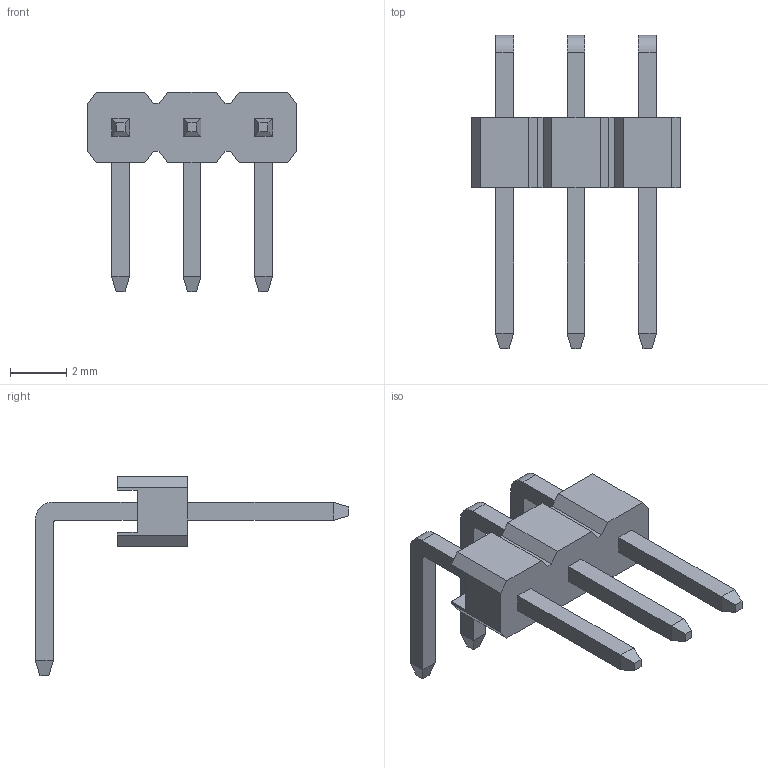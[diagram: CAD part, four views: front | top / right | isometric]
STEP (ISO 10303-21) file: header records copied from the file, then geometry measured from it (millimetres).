
FILE_DESCRIPTION(('STEP AP214'),'1');
FILE_NAME(' ',' ',('TraceParts'),('TraceParts S.A.'),'XStep 1.0',' ',' ');
FILE_SCHEMA(('automotive_design'));
Length unit declared in the file: millimetre
Products named in the file (1): 1
Bounding box: 7.42 x 11.14 x 7.1 mm (x, y, z)
Volume: 53.5 mm3; surface area: 204.3 mm2
Topology: 1 solids, 1 shells, 96 faces, 264 edges, 176 vertices
Faces by surface type: plane 90, cylinder 6
Entity records: 5984 total; most frequent: CARTESIAN_POINT 537, STYLED_ITEM 536, PRESENTATION_STYLE_ASSIGNMENT 536, COLOUR_RGB 536, ORIENTED_EDGE 528, DIRECTION 470, EDGE_CURVE 264, CURVE_STYLE 264
